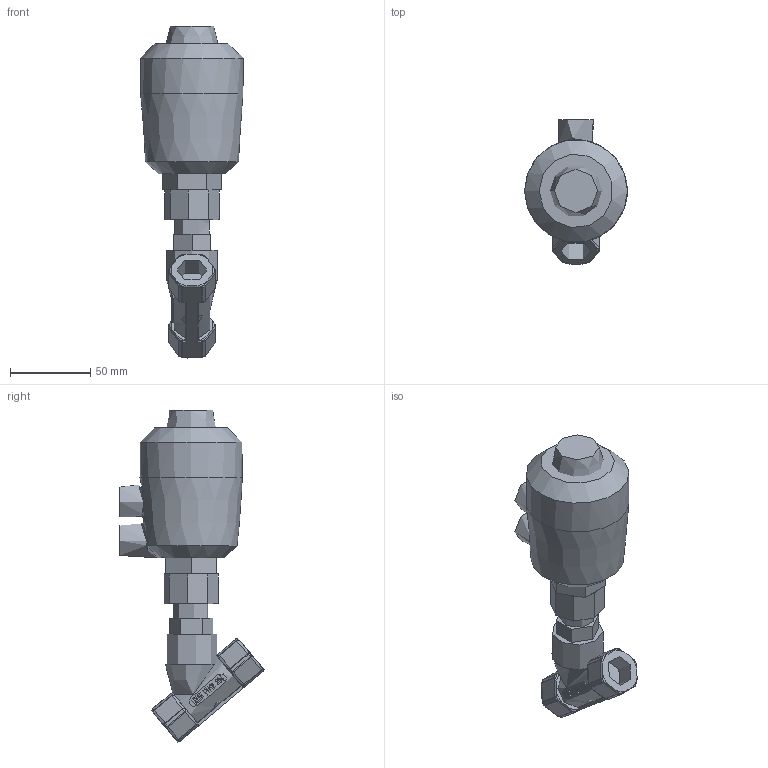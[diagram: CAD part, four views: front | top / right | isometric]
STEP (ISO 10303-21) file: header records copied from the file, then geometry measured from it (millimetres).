
FILE_DESCRIPTION(/* description */ (''),/* implementation_level */ '2;1');
FILE_NAME(/* name */ 'u_212_esk_e.stp',/* time_stamp */ '2018-06-20T12:39:22+02:00',/* author */ ('leitheußer'),/* organization */ (''),/* preprocessor_version */ 'ST-DEVELOPER v15.6',/* originating_system */ 'Autodesk Inventor LT ',/* authorisation */ '');
FILE_SCHEMA (('AUTOMOTIVE_DESIGN { 1 0 10303 214 3 1 1 }'));
Length unit declared in the file: millimetre
Products named in the file (1): u_212_esk_e
Bounding box: 64 x 89.64 x 206.58 mm (x, y, z)
Volume: 340047 mm3; surface area: 46674.2 mm2
Topology: 24 solids, 24 shells, 544 faces, 1303 edges, 815 vertices
Faces by surface type: plane 211, bspline 211, sphere 48, cylinder 43, cone 27, torus 4
Full cylindrical faces by diameter (mm): 1.5 x1, 11.3 x2, 18.5 x2, 21.5 x2, 22.4 x1, 32 x1, 64 x1
Entity records: 19041 total; most frequent: CARTESIAN_POINT 7465, ORIENTED_EDGE 2566, DIRECTION 1879, EDGE_CURVE 1283, VERTEX_POINT 810, AXIS2_PLACEMENT_3D 646, LINE 587, VECTOR 587
